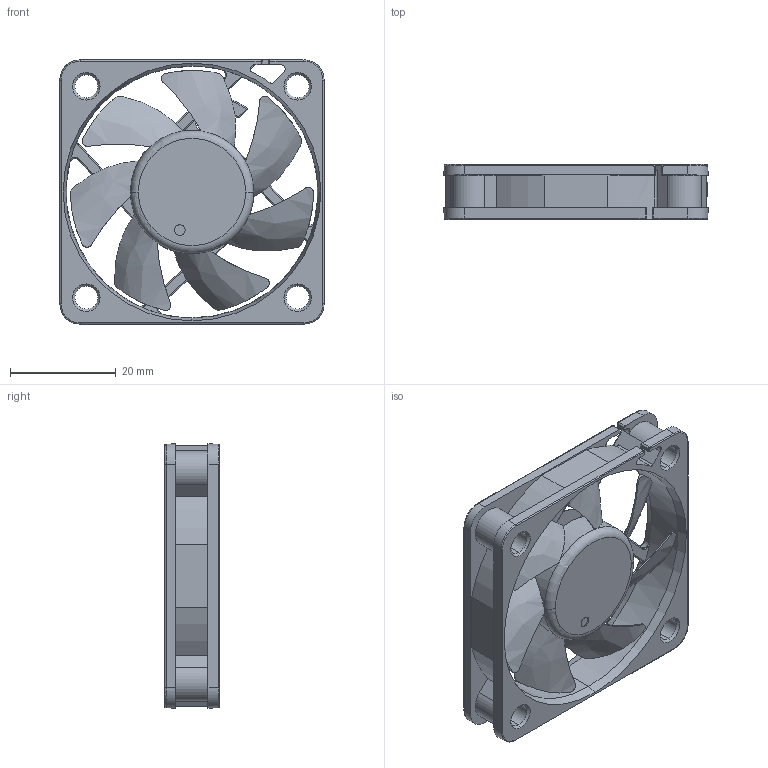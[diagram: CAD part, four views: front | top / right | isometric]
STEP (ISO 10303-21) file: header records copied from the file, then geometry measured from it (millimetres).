
FILE_DESCRIPTION((''),'2;1');
FILE_NAME('ASM0021_ASM','2019-05-06T',('Administrator'),(''),'PRO/ENGINEER BY PARAMETRIC TECHNOLOGY CORPORATION, 2010280','PRO/ENGINEER BY PARAMETRIC TECHNOLOGY CORPORATION, 2010280','');
FILE_SCHEMA(('CONFIG_CONTROL_DESIGN'));
Length unit declared in the file: millimetre
Products named in the file (3): PRT0074; PRT0075; ASM0021_ASM
Assembly tree (2 placements, depth 2):
  ASM0021_ASM
    PRT0074
    PRT0075
Bounding box: 50 x 10.35 x 50 mm (x, y, z)
Volume: 6775.5 mm3; surface area: 11250.9 mm2
Topology: 2 solids, 3 shells, 424 faces, 1196 edges, 781 vertices
Faces by surface type: cylinder 165, plane 130, torus 48, bspline 46, cone 30, sphere 5
Entity records: 16689 total; most frequent: CARTESIAN_POINT 6046, ORIENTED_EDGE 2384, DIRECTION 2034, EDGE_CURVE 1192, AXIS2_PLACEMENT_3D 807, VERTEX_POINT 781, EDGE_LOOP 459, FACE_OUTER_BOUND 424
